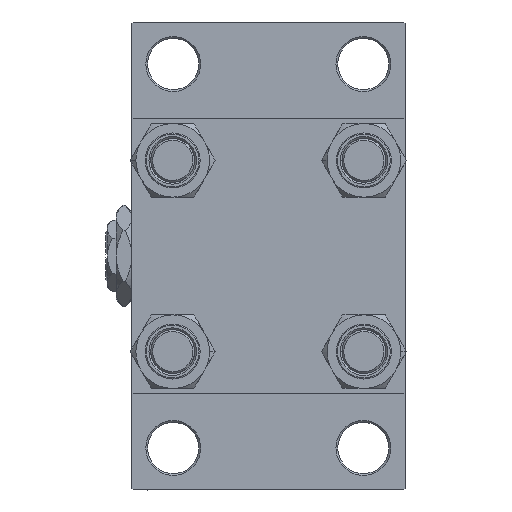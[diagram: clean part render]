
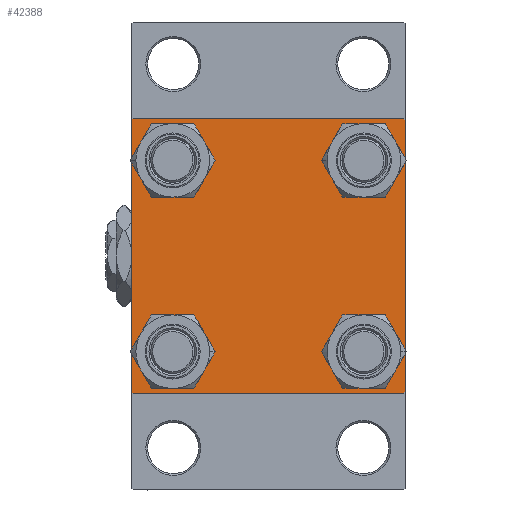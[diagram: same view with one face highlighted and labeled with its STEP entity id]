
A CAD part, left-side view. The second image highlights one B-rep face of the part: STEP entity #42388.
In plain terms, the highlighted planar face has unit normal (-1, 0, 0).
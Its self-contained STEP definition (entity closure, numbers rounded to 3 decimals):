
#100 = DIRECTION ( 'NONE',  ( 0., 0., 1. ) ) ;
#298 = DIRECTION ( 'NONE',  ( -1., 0., 0. ) ) ;
#442 = CARTESIAN_POINT ( 'NONE',  ( 0., 37.5, 37.5 ) ) ;
#753 = VERTEX_POINT ( 'NONE', #8302 ) ;
#1019 = VECTOR ( 'NONE', #10005, 1000. ) ;
#3004 = AXIS2_PLACEMENT_3D ( 'NONE', #40121, #28369, #17869 ) ;
#3088 = VECTOR ( 'NONE', #28956, 1000. ) ;
#3232 = EDGE_CURVE ( 'NONE', #18810, #9971, #39057, .T. ) ;
#3487 = ORIENTED_EDGE ( 'NONE', *, *, #3741, .T. ) ;
#3741 = EDGE_CURVE ( 'NONE', #9971, #30460, #14981, .T. ) ;
#4064 = ORIENTED_EDGE ( 'NONE', *, *, #8272, .F. ) ;
#5040 = AXIS2_PLACEMENT_3D ( 'NONE', #20304, #298, #15838 ) ;
#5041 = CARTESIAN_POINT ( 'NONE',  ( 0., -26.15, 19.65 ) ) ;
#5710 = CIRCLE ( 'NONE', #19317, 6.5 ) ;
#6200 = CARTESIAN_POINT ( 'NONE',  ( 0., -26.15, -26.15 ) ) ;
#6270 = ORIENTED_EDGE ( 'NONE', *, *, #43801, .T. ) ;
#6388 = EDGE_CURVE ( 'NONE', #24096, #26148, #11994, .T. ) ;
#6484 = LINE ( 'NONE', #25271, #47139 ) ;
#6764 = VECTOR ( 'NONE', #37768, 1000. ) ;
#7100 = CARTESIAN_POINT ( 'NONE',  ( 0., 26.15, 26.15 ) ) ;
#7240 = EDGE_CURVE ( 'NONE', #13282, #28225, #5710, .T. ) ;
#7518 = LINE ( 'NONE', #37822, #13943 ) ;
#8042 = FACE_BOUND ( 'NONE', #27782, .T. ) ;
#8059 = CARTESIAN_POINT ( 'NONE',  ( 0., -26.15, -26.15 ) ) ;
#8093 = CARTESIAN_POINT ( 'NONE',  ( 0., 26.15, -26.15 ) ) ;
#8272 = EDGE_CURVE ( 'NONE', #41649, #30878, #42885, .T. ) ;
#8302 = CARTESIAN_POINT ( 'NONE',  ( 0., 37., -37.5 ) ) ;
#8431 = EDGE_CURVE ( 'NONE', #26148, #24096, #33383, .T. ) ;
#8591 = CARTESIAN_POINT ( 'NONE',  ( 0., -37.5, 37.5 ) ) ;
#8962 = CIRCLE ( 'NONE', #29049, 6.5 ) ;
#8998 = CARTESIAN_POINT ( 'NONE',  ( 0., -26.15, 32.65 ) ) ;
#9127 = VERTEX_POINT ( 'NONE', #20164 ) ;
#9297 = CARTESIAN_POINT ( 'NONE',  ( 0., 26.15, -32.65 ) ) ;
#9971 = VERTEX_POINT ( 'NONE', #44035 ) ;
#10005 = DIRECTION ( 'NONE',  ( 0., -1., 0. ) ) ;
#10168 = CARTESIAN_POINT ( 'NONE',  ( 0., -37., 37.5 ) ) ;
#10978 = LINE ( 'NONE', #18276, #1019 ) ;
#11110 = DIRECTION ( 'NONE',  ( 0., 0., 1. ) ) ;
#11994 = CIRCLE ( 'NONE', #37570, 6.5 ) ;
#12264 = ORIENTED_EDGE ( 'NONE', *, *, #30135, .T. ) ;
#12849 = CARTESIAN_POINT ( 'NONE',  ( 0., 26.15, 26.15 ) ) ;
#13114 = VERTEX_POINT ( 'NONE', #9297 ) ;
#13282 = VERTEX_POINT ( 'NONE', #31468 ) ;
#13307 = ORIENTED_EDGE ( 'NONE', *, *, #31158, .T. ) ;
#13943 = VECTOR ( 'NONE', #38073, 1000. ) ;
#14030 = AXIS2_PLACEMENT_3D ( 'NONE', #12849, #38883, #16382 ) ;
#14981 = LINE ( 'NONE', #442, #20671 ) ;
#15266 = LINE ( 'NONE', #30250, #6764 ) ;
#15598 = FACE_BOUND ( 'NONE', #32452, .T. ) ;
#15770 = DIRECTION ( 'NONE',  ( 1., 0., 0. ) ) ;
#15838 = DIRECTION ( 'NONE',  ( 0., 0., 1. ) ) ;
#16382 = DIRECTION ( 'NONE',  ( 0., 0., 1. ) ) ;
#17784 = DIRECTION ( 'NONE',  ( 0., -0.707, -0.707 ) ) ;
#17869 = DIRECTION ( 'NONE',  ( 0., 0., 1. ) ) ;
#18276 = CARTESIAN_POINT ( 'NONE',  ( 0., 37.5, 37.5 ) ) ;
#18810 = VERTEX_POINT ( 'NONE', #32711 ) ;
#19317 = AXIS2_PLACEMENT_3D ( 'NONE', #7100, #45398, #11110 ) ;
#19377 = DIRECTION ( 'NONE',  ( 0., 0., 1. ) ) ;
#19595 = VECTOR ( 'NONE', #37517, 1000. ) ;
#19782 = VERTEX_POINT ( 'NONE', #10168 ) ;
#20110 = CARTESIAN_POINT ( 'NONE',  ( 0., 26.15, -26.15 ) ) ;
#20164 = CARTESIAN_POINT ( 'NONE',  ( 0., -37., -37.5 ) ) ;
#20304 = CARTESIAN_POINT ( 'NONE',  ( 0., 0., 0. ) ) ;
#20671 = VECTOR ( 'NONE', #30215, 1000. ) ;
#22532 = ORIENTED_EDGE ( 'NONE', *, *, #3232, .T. ) ;
#22769 = ORIENTED_EDGE ( 'NONE', *, *, #35216, .T. ) ;
#22986 = ORIENTED_EDGE ( 'NONE', *, *, #6388, .T. ) ;
#23317 = FACE_OUTER_BOUND ( 'NONE', #44116, .T. ) ;
#23333 = DIRECTION ( 'NONE',  ( 1., 0., 0. ) ) ;
#23383 = CIRCLE ( 'NONE', #25806, 6.5 ) ;
#23563 = CARTESIAN_POINT ( 'NONE',  ( 0., -37.5, 37. ) ) ;
#23807 = FACE_BOUND ( 'NONE', #46683, .T. ) ;
#23854 = DIRECTION ( 'NONE',  ( 1., 0., 0. ) ) ;
#24096 = VERTEX_POINT ( 'NONE', #5041 ) ;
#24771 = CARTESIAN_POINT ( 'NONE',  ( 0., 37.5, -37. ) ) ;
#24991 = EDGE_CURVE ( 'NONE', #40725, #41605, #8962, .T. ) ;
#25082 = CARTESIAN_POINT ( 'NONE',  ( 0., -37.5, -37. ) ) ;
#25183 = CIRCLE ( 'NONE', #30003, 6.5 ) ;
#25271 = CARTESIAN_POINT ( 'NONE',  ( 0., 37.25, -37.25 ) ) ;
#25614 = VERTEX_POINT ( 'NONE', #41732 ) ;
#25806 = AXIS2_PLACEMENT_3D ( 'NONE', #8093, #39133, #100 ) ;
#26148 = VERTEX_POINT ( 'NONE', #8998 ) ;
#26766 = CARTESIAN_POINT ( 'NONE',  ( 0., -26.15, 26.15 ) ) ;
#27332 = CARTESIAN_POINT ( 'NONE',  ( 0., -26.15, -32.65 ) ) ;
#27586 = FACE_BOUND ( 'NONE', #45441, .T. ) ;
#27782 = EDGE_LOOP ( 'NONE', ( #35989, #22986 ) ) ;
#28225 = VERTEX_POINT ( 'NONE', #29692 ) ;
#28369 = DIRECTION ( 'NONE',  ( 1., 0., 0. ) ) ;
#28956 = DIRECTION ( 'NONE',  ( 0., 0.707, -0.707 ) ) ;
#29049 = AXIS2_PLACEMENT_3D ( 'NONE', #8059, #23333, #42846 ) ;
#29366 = ORIENTED_EDGE ( 'NONE', *, *, #7240, .T. ) ;
#29692 = CARTESIAN_POINT ( 'NONE',  ( 0., 26.15, 32.65 ) ) ;
#30003 = AXIS2_PLACEMENT_3D ( 'NONE', #20110, #23854, #19377 ) ;
#30135 = EDGE_CURVE ( 'NONE', #9127, #30878, #7518, .T. ) ;
#30181 = ORIENTED_EDGE ( 'NONE', *, *, #41208, .T. ) ;
#30215 = DIRECTION ( 'NONE',  ( 0., 0., -1. ) ) ;
#30250 = CARTESIAN_POINT ( 'NONE',  ( 0., 37.5, -37.5 ) ) ;
#30460 = VERTEX_POINT ( 'NONE', #24771 ) ;
#30878 = VERTEX_POINT ( 'NONE', #25082 ) ;
#31089 = EDGE_CURVE ( 'NONE', #41649, #19782, #35791, .T. ) ;
#31158 = EDGE_CURVE ( 'NONE', #753, #9127, #15266, .T. ) ;
#31468 = CARTESIAN_POINT ( 'NONE',  ( 0., 26.15, 19.65 ) ) ;
#32340 = EDGE_CURVE ( 'NONE', #13114, #25614, #25183, .T. ) ;
#32452 = EDGE_LOOP ( 'NONE', ( #30181, #35254 ) ) ;
#32497 = DIRECTION ( 'NONE',  ( 1., 0., 0. ) ) ;
#32563 = ORIENTED_EDGE ( 'NONE', *, *, #47578, .T. ) ;
#32711 = CARTESIAN_POINT ( 'NONE',  ( 0., 37., 37.5 ) ) ;
#33383 = CIRCLE ( 'NONE', #3004, 6.5 ) ;
#35216 = EDGE_CURVE ( 'NONE', #30460, #753, #6484, .T. ) ;
#35254 = ORIENTED_EDGE ( 'NONE', *, *, #32340, .T. ) ;
#35791 = LINE ( 'NONE', #48775, #19595 ) ;
#35989 = ORIENTED_EDGE ( 'NONE', *, *, #8431, .T. ) ;
#37052 = CIRCLE ( 'NONE', #42624, 6.5 ) ;
#37517 = DIRECTION ( 'NONE',  ( 0., 0.707, 0.707 ) ) ;
#37570 = AXIS2_PLACEMENT_3D ( 'NONE', #26766, #15770, #49274 ) ;
#37768 = DIRECTION ( 'NONE',  ( 0., -1., 0. ) ) ;
#37822 = CARTESIAN_POINT ( 'NONE',  ( 0., -37.25, -37.25 ) ) ;
#38073 = DIRECTION ( 'NONE',  ( 0., -0.707, 0.707 ) ) ;
#38883 = DIRECTION ( 'NONE',  ( 1., 0., 0. ) ) ;
#39057 = LINE ( 'NONE', #47966, #3088 ) ;
#39133 = DIRECTION ( 'NONE',  ( 1., 0., 0. ) ) ;
#39147 = DIRECTION ( 'NONE',  ( 0., 0., -1. ) ) ;
#40121 = CARTESIAN_POINT ( 'NONE',  ( 0., -26.15, 26.15 ) ) ;
#40376 = ORIENTED_EDGE ( 'NONE', *, *, #41771, .F. ) ;
#40725 = VERTEX_POINT ( 'NONE', #48965 ) ;
#41208 = EDGE_CURVE ( 'NONE', #25614, #13114, #23383, .T. ) ;
#41605 = VERTEX_POINT ( 'NONE', #27332 ) ;
#41649 = VERTEX_POINT ( 'NONE', #23563 ) ;
#41732 = CARTESIAN_POINT ( 'NONE',  ( 0., 26.15, -19.65 ) ) ;
#41771 = EDGE_CURVE ( 'NONE', #18810, #19782, #10978, .T. ) ;
#41868 = CIRCLE ( 'NONE', #14030, 6.5 ) ;
#42388 = ADVANCED_FACE ( 'NONE', ( #8042, #23807, #15598, #27586, #23317 ), #46831, .T. ) ;
#42624 = AXIS2_PLACEMENT_3D ( 'NONE', #6200, #32497, #48484 ) ;
#42846 = DIRECTION ( 'NONE',  ( 0., 0., 1. ) ) ;
#42885 = LINE ( 'NONE', #8591, #43728 ) ;
#43728 = VECTOR ( 'NONE', #39147, 1000. ) ;
#43801 = EDGE_CURVE ( 'NONE', #41605, #40725, #37052, .T. ) ;
#44035 = CARTESIAN_POINT ( 'NONE',  ( 0., 37.5, 37. ) ) ;
#44116 = EDGE_LOOP ( 'NONE', ( #3487, #22769, #13307, #12264, #4064, #48757, #40376, #22532 ) ) ;
#45398 = DIRECTION ( 'NONE',  ( 1., 0., 0. ) ) ;
#45441 = EDGE_LOOP ( 'NONE', ( #32563, #29366 ) ) ;
#46662 = ORIENTED_EDGE ( 'NONE', *, *, #24991, .T. ) ;
#46683 = EDGE_LOOP ( 'NONE', ( #46662, #6270 ) ) ;
#46831 = PLANE ( 'NONE',  #5040 ) ;
#47139 = VECTOR ( 'NONE', #17784, 1000. ) ;
#47578 = EDGE_CURVE ( 'NONE', #28225, #13282, #41868, .T. ) ;
#47966 = CARTESIAN_POINT ( 'NONE',  ( 0., 37.25, 37.25 ) ) ;
#48484 = DIRECTION ( 'NONE',  ( 0., 0., 1. ) ) ;
#48757 = ORIENTED_EDGE ( 'NONE', *, *, #31089, .T. ) ;
#48775 = CARTESIAN_POINT ( 'NONE',  ( 0., -37.25, 37.25 ) ) ;
#48965 = CARTESIAN_POINT ( 'NONE',  ( 0., -26.15, -19.65 ) ) ;
#49274 = DIRECTION ( 'NONE',  ( 0., 0., 1. ) ) ;
